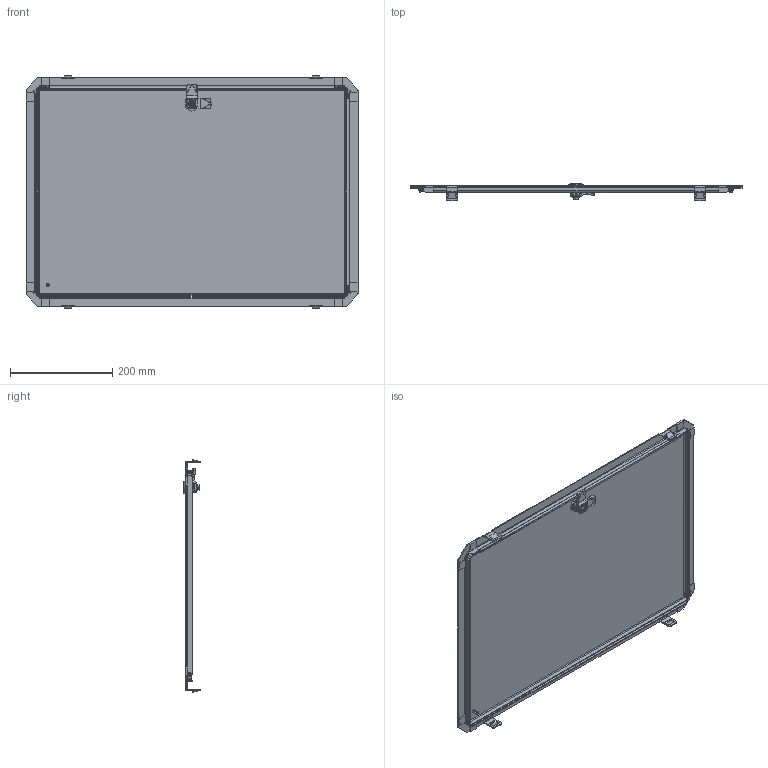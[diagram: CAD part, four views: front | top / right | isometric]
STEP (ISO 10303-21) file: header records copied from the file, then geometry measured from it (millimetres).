
FILE_DESCRIPTION (( 'STEP AP203' ), '1' );
FILE_NAME ('IDS ARCA 7050.STEP', '2022-05-31T13:33:43', ( '' ), ( '' ), 'SwSTEP 2.0', 'SolidWorks 2021', '' );
FILE_SCHEMA (( 'CONFIG_CONTROL_DESIGN' ));
Length unit declared in the file: millimetre
Products named in the file (14): IDS ARCA 7050; 7050 Frame 0610071B; IDS lock cam as open; IDS cam_1; 7050 inner cover 0610070B; 1000-102A-2X; 12750_A1; 1000-u187-n2_asm; 1000-102A-1X_AF0; 91290A138_91290A138; KVT_S_M4_2; KVT_FH4_M6_12; 1000-102A-D_ASM; 1000-02
Assembly tree (15 placements, depth 4):
  IDS ARCA 7050
    7050 Frame 0610071B
    7050 inner cover 0610070B
    KVT_S_M4_2  x2
    91290A138_91290A138  x2
    KVT_FH4_M6_12
    12750_A1
      1000-102A-D_ASM
        1000-102A-1X_AF0
        1000-102A-2X
      1000-02
      1000-u187-n2_asm
      IDS cam_1
    IDS lock cam as open
Bounding box: 648.5 x 33 x 454.45 mm (x, y, z)
Volume: 677569.1 mm3; surface area: 686072.9 mm2
Topology: 19 solids, 19 shells, 977 faces, 2506 edges, 1568 vertices
Faces by surface type: plane 474, cylinder 341, cone 76, bspline 72, torus 14
Full cylindrical faces by diameter (mm): 7.1 x2
Entity records: 32568 total; most frequent: CARTESIAN_POINT 9354, ORIENTED_EDGE 4650, DIRECTION 4413, EDGE_CURVE 2325, AXIS2_PLACEMENT_3D 1481, VERTEX_POINT 1457, VECTOR 1451, LINE 1451
